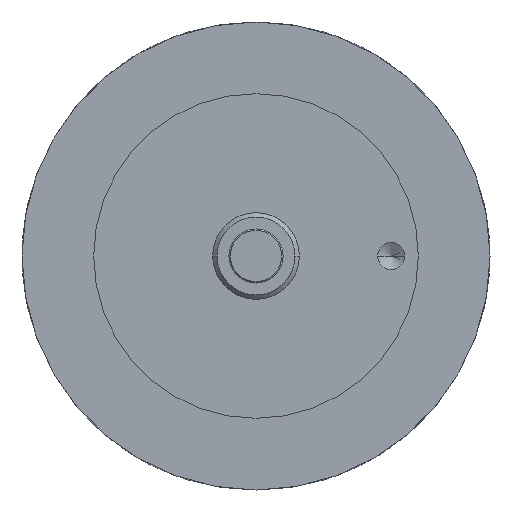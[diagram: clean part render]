
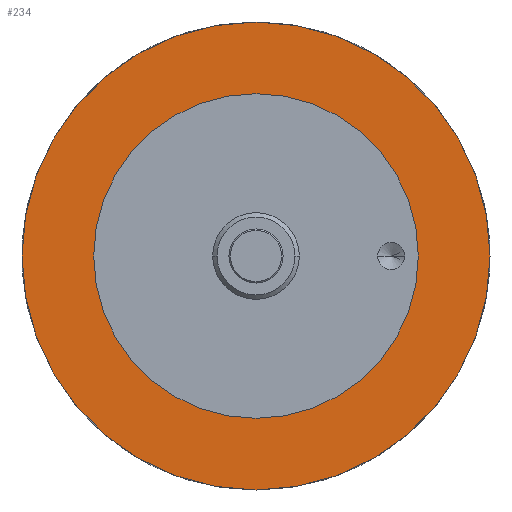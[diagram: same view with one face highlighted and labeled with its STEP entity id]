
A CAD part, front view. The second image highlights one B-rep face of the part: STEP entity #234.
In plain terms, the highlighted planar face has unit normal (0, -1, 0).
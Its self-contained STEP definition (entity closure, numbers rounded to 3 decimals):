
#234=ADVANCED_FACE('',(#510,#511),#512,.T.);
#510=FACE_OUTER_BOUND('',#852,.T.);
#511=FACE_BOUND('',#853,.T.);
#512=PLANE('',#854);
#852=EDGE_LOOP('',(#1399,#1400));
#853=EDGE_LOOP('',(#1401,#1402));
#854=AXIS2_PLACEMENT_3D('',#1403,#1404,#1405);
#1399=ORIENTED_EDGE('',*,*,#1984,.F.);
#1400=ORIENTED_EDGE('',*,*,#2005,.F.);
#1401=ORIENTED_EDGE('',*,*,#1908,.T.);
#1402=ORIENTED_EDGE('',*,*,#2046,.T.);
#1403=CARTESIAN_POINT('',(36.625,10.0,0.0));
#1404=DIRECTION('',(0.,-1.0,-0.0));
#1405=DIRECTION('',(-1.0,0.,0.0));
#1908=EDGE_CURVE('',#2231,#2235,#2237,.T.);
#1984=EDGE_CURVE('',#2360,#2362,#2363,.T.);
#2005=EDGE_CURVE('',#2362,#2360,#2392,.T.);
#2046=EDGE_CURVE('',#2235,#2231,#2436,.T.);
#2231=VERTEX_POINT('',#2687);
#2235=VERTEX_POINT('',#2692);
#2237=CIRCLE('',#2695,30.0);
#2360=VERTEX_POINT('',#3038);
#2362=VERTEX_POINT('',#3041);
#2363=CIRCLE('',#3042,43.25);
#2392=CIRCLE('',#3170,43.25);
#2436=CIRCLE('',#3268,30.0);
#2687=CARTESIAN_POINT('',(30.0,10.0,0.0));
#2692=CARTESIAN_POINT('',(-30.0,10.0,0.));
#2695=AXIS2_PLACEMENT_3D('',#4474,#4475,#4476);
#3038=CARTESIAN_POINT('',(43.25,10.0,0.0));
#3041=CARTESIAN_POINT('',(-43.25,10.0,0.));
#3042=AXIS2_PLACEMENT_3D('',#4552,#4553,#4554);
#3170=AXIS2_PLACEMENT_3D('',#4575,#4576,#4577);
#3268=AXIS2_PLACEMENT_3D('',#4611,#4612,#4613);
#4474=CARTESIAN_POINT('',(0.0,10.0,0.0));
#4475=DIRECTION('',(-0.0,1.0,0.0));
#4476=DIRECTION('',(1.0,0.0,0.0));
#4552=CARTESIAN_POINT('',(0.0,10.0,0.0));
#4553=DIRECTION('',(-0.0,1.0,0.0));
#4554=DIRECTION('',(1.0,0.0,0.0));
#4575=CARTESIAN_POINT('',(0.0,10.0,0.0));
#4576=DIRECTION('',(-0.0,1.0,0.0));
#4577=DIRECTION('',(1.0,0.0,0.0));
#4611=CARTESIAN_POINT('',(0.0,10.0,0.0));
#4612=DIRECTION('',(-0.0,1.0,0.0));
#4613=DIRECTION('',(1.0,0.0,0.0));
